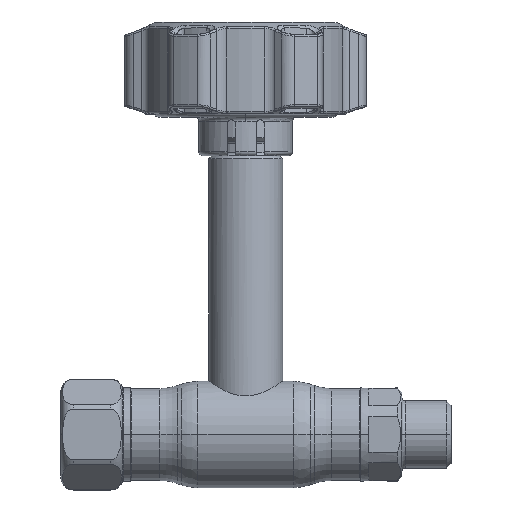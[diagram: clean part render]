
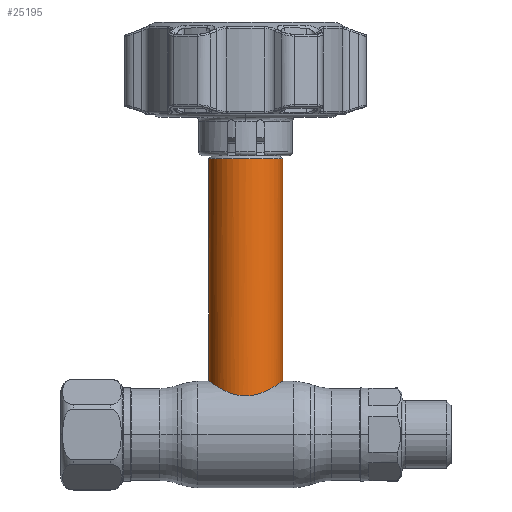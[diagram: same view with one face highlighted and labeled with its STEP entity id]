
A CAD part, top view. The second image highlights one B-rep face of the part: STEP entity #25195.
In plain terms, the highlighted cylindrical face has radius 9 mm (diameter 18 mm), a partial arc.
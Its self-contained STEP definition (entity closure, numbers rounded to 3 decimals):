
#427 = EDGE_CURVE ( 'NONE', #12697, #30126, #29341, .T. ) ;
#1424 = CARTESIAN_POINT ( 'NONE',  ( -5.938, 11.097, 6.787 ) ) ;
#2290 = CARTESIAN_POINT ( 'NONE',  ( 5.933, 11.095, 6.791 ) ) ;
#2820 = CARTESIAN_POINT ( 'NONE',  ( 7.748, 12.166, 4.589 ) ) ;
#2852 = AXIS2_PLACEMENT_3D ( 'NONE', #27932, #3384, #12542 ) ;
#2988 = CARTESIAN_POINT ( 'NONE',  ( 4.79, 10.531, 7.625 ) ) ;
#3384 = DIRECTION ( 'NONE',  ( 0., -1., 0. ) ) ;
#5179 = CARTESIAN_POINT ( 'NONE',  ( 9., 67.169, 0. ) ) ;
#5320 = CARTESIAN_POINT ( 'NONE',  ( 8.875, 12.914, 1.525 ) ) ;
#5510 = CARTESIAN_POINT ( 'NONE',  ( 7.112, 11.769, 5.546 ) ) ;
#7169 = CARTESIAN_POINT ( 'NONE',  ( -4.052, 10.206, 8.057 ) ) ;
#7733 = AXIS2_PLACEMENT_3D ( 'NONE', #31532, #18160, #23567 ) ;
#7861 = CARTESIAN_POINT ( 'NONE',  ( 8.922, 12.946, 1.22 ) ) ;
#8036 = CARTESIAN_POINT ( 'NONE',  ( -0.618, 9.396, 8.984 ) ) ;
#8220 = CARTESIAN_POINT ( 'NONE',  ( 2.405, 9.667, 8.694 ) ) ;
#8793 = FACE_OUTER_BOUND ( 'NONE', #35234, .T. ) ;
#10555 = CARTESIAN_POINT ( 'NONE',  ( 3.778, 10.11, 8.174 ) ) ;
#10745 = CARTESIAN_POINT ( 'NONE',  ( 4.041, 10.212, 8.047 ) ) ;
#11085 = CARTESIAN_POINT ( 'NONE',  ( -1.227, 9.456, 8.921 ) ) ;
#12542 = DIRECTION ( 'NONE',  ( -1., 0., 0. ) ) ;
#12560 = CARTESIAN_POINT ( 'NONE',  ( -9., 13., 0. ) ) ;
#12632 = CARTESIAN_POINT ( 'NONE',  ( -9., 13., 0. ) ) ;
#12697 = VERTEX_POINT ( 'NONE', #16038 ) ;
#12890 = CARTESIAN_POINT ( 'NONE',  ( -9., 13., 0.618 ) ) ;
#13432 = CARTESIAN_POINT ( 'NONE',  ( 7.597, 12.07, 4.835 ) ) ;
#13491 = CIRCLE ( 'NONE', #7733, 9. ) ;
#13798 = LINE ( 'NONE', #28083, #26356 ) ;
#13987 = CARTESIAN_POINT ( 'NONE',  ( 9., 13., 0. ) ) ;
#15101 = CARTESIAN_POINT ( 'NONE',  ( -8.046, 12.358, 4.075 ) ) ;
#15287 = CARTESIAN_POINT ( 'NONE',  ( -8.937, 12.956, 1.223 ) ) ;
#15802 = CARTESIAN_POINT ( 'NONE',  ( -8.694, 12.789, 2.406 ) ) ;
#15857 = EDGE_CURVE ( 'NONE', #29699, #27237, #13798, .T. ) ;
#15987 = CARTESIAN_POINT ( 'NONE',  ( 2.969, 9.827, 8.516 ) ) ;
#16038 = CARTESIAN_POINT ( 'NONE',  ( -9., 67.169, 0. ) ) ;
#16336 = CARTESIAN_POINT ( 'NONE',  ( 9., 13., 0.305 ) ) ;
#16630 = EDGE_CURVE ( 'NONE', #30126, #27237, #18183, .T. ) ;
#16687 = CARTESIAN_POINT ( 'NONE',  ( 4.547, 10.422, 7.772 ) ) ;
#17679 = ORIENTED_EDGE ( 'NONE', *, *, #427, .T. ) ;
#17816 = CARTESIAN_POINT ( 'NONE',  ( -7.764, 12.174, 4.589 ) ) ;
#18160 = DIRECTION ( 'NONE',  ( 0., -1., 0. ) ) ;
#18183 = B_SPLINE_CURVE_WITH_KNOTS ( 'NONE', 3,
 ( #12560, #12890, #15287, #15802, #23758, #15101, #17816, #23587, #28845, #1424, #20863, #34632, #7169, #30444, #21913, #27567, #32610, #24652, #11085, #8036, #19244, #35672, #27193, #8220, #15987, #10555, #10745, #16687, #2988, #18701, #2290, #19068, #5510, #13432, #2820, #24464, #32791, #30083, #35504, #5320, #7861, #18885, #16336, #13987 ),
 .UNSPECIFIED., .F., .F.,
 ( 4, 2, 2, 2, 2, 2, 2, 2, 2, 2, 2, 2, 2, 2, 2, 2, 2, 2, 2, 2, 2, 4 ),
 ( 0., 0.002, 0.004, 0.005, 0.007, 0.009, 0.011, 0.012, 0.013, 0.014, 0.015, 0.016, 0.018, 0.019, 0.02, 0.022, 0.024, 0.025, 0.026, 0.027, 0.028, 0.029 ),
 .UNSPECIFIED. ) ;
#18701 = CARTESIAN_POINT ( 'NONE',  ( 5.496, 10.864, 7.15 ) ) ;
#18885 = CARTESIAN_POINT ( 'NONE',  ( 8.985, 12.989, 0.61 ) ) ;
#19068 = CARTESIAN_POINT ( 'NONE',  ( 6.747, 11.55, 5.984 ) ) ;
#19244 = CARTESIAN_POINT ( 'NONE',  ( -0.308, 9.381, 9. ) ) ;
#20863 = CARTESIAN_POINT ( 'NONE',  ( -5.494, 10.863, 7.151 ) ) ;
#21708 = EDGE_CURVE ( 'NONE', #29699, #12697, #13491, .T. ) ;
#21913 = CARTESIAN_POINT ( 'NONE',  ( -2.971, 9.836, 8.501 ) ) ;
#23567 = DIRECTION ( 'NONE',  ( -1., 0., 0. ) ) ;
#23587 = CARTESIAN_POINT ( 'NONE',  ( -7.11, 11.768, 5.549 ) ) ;
#23758 = CARTESIAN_POINT ( 'NONE',  ( -8.51, 12.665, 2.988 ) ) ;
#24398 = ORIENTED_EDGE ( 'NONE', *, *, #16630, .T. ) ;
#24464 = CARTESIAN_POINT ( 'NONE',  ( 8.029, 12.347, 4.077 ) ) ;
#24652 = CARTESIAN_POINT ( 'NONE',  ( -1.526, 9.5, 8.875 ) ) ;
#25195 = ADVANCED_FACE ( 'NONE', ( #8793 ), #33362, .T. ) ;
#26356 = VECTOR ( 'NONE', #33501, 1000. ) ;
#27193 = CARTESIAN_POINT ( 'NONE',  ( 1.215, 9.441, 8.938 ) ) ;
#27237 = VERTEX_POINT ( 'NONE', #28753 ) ;
#27567 = CARTESIAN_POINT ( 'NONE',  ( -2.403, 9.68, 8.678 ) ) ;
#27932 = CARTESIAN_POINT ( 'NONE',  ( 0., 0., 0. ) ) ;
#28083 = CARTESIAN_POINT ( 'NONE',  ( 9., 0., 0. ) ) ;
#28753 = CARTESIAN_POINT ( 'NONE',  ( 9., 13., 0. ) ) ;
#28845 = CARTESIAN_POINT ( 'NONE',  ( -6.744, 11.549, 5.986 ) ) ;
#29241 = ORIENTED_EDGE ( 'NONE', *, *, #15857, .F. ) ;
#29341 = LINE ( 'NONE', #29520, #30002 ) ;
#29520 = CARTESIAN_POINT ( 'NONE',  ( -9., 0., 0. ) ) ;
#29699 = VERTEX_POINT ( 'NONE', #5179 ) ;
#30002 = VECTOR ( 'NONE', #31685, 1000. ) ;
#30083 = CARTESIAN_POINT ( 'NONE',  ( 8.511, 12.665, 2.987 ) ) ;
#30126 = VERTEX_POINT ( 'NONE', #12632 ) ;
#30444 = CARTESIAN_POINT ( 'NONE',  ( -3.249, 9.924, 8.398 ) ) ;
#31532 = CARTESIAN_POINT ( 'NONE',  ( 0., 67.169, 0. ) ) ;
#31685 = DIRECTION ( 'NONE',  ( 0., -1., 0. ) ) ;
#32491 = ORIENTED_EDGE ( 'NONE', *, *, #21708, .T. ) ;
#32610 = CARTESIAN_POINT ( 'NONE',  ( -2.114, 9.612, 8.753 ) ) ;
#32791 = CARTESIAN_POINT ( 'NONE',  ( 8.159, 12.433, 3.81 ) ) ;
#33362 = CYLINDRICAL_SURFACE ( 'NONE', #2852, 9. ) ;
#33501 = DIRECTION ( 'NONE',  ( 0., -1., 0. ) ) ;
#34632 = CARTESIAN_POINT ( 'NONE',  ( -4.552, 10.419, 7.785 ) ) ;
#35234 = EDGE_LOOP ( 'NONE', ( #29241, #32491, #17679, #24398 ) ) ;
#35504 = CARTESIAN_POINT ( 'NONE',  ( 8.691, 12.787, 2.417 ) ) ;
#35672 = CARTESIAN_POINT ( 'NONE',  ( 0.609, 9.381, 9. ) ) ;
